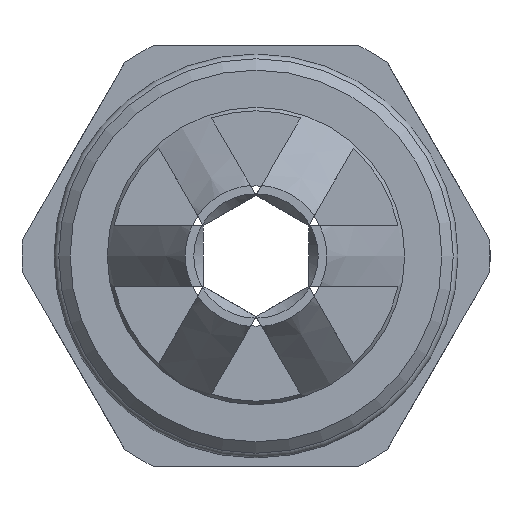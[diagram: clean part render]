
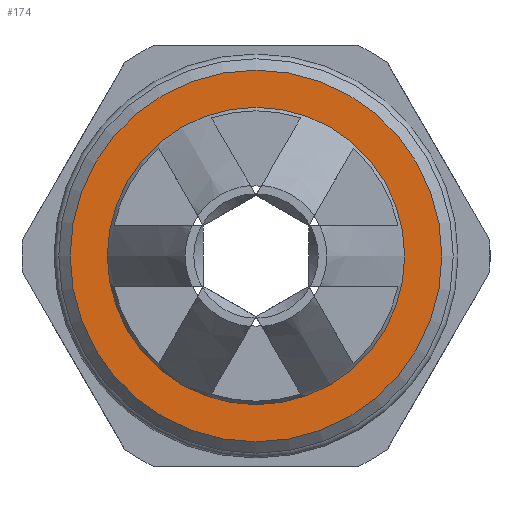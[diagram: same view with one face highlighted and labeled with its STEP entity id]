
A CAD part, left-side view. The second image highlights one B-rep face of the part: STEP entity #174.
In plain terms, the highlighted planar face has unit normal (-1, 0, 0).
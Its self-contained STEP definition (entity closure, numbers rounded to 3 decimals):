
#174 = ADVANCED_FACE( '', ( #482, #483 ), #484, .T. );
#482 = FACE_BOUND( '', #948, .T. );
#483 = FACE_OUTER_BOUND( '', #949, .T. );
#484 = PLANE( '', #950 );
#948 = EDGE_LOOP( '', ( #1428 ) );
#949 = EDGE_LOOP( '', ( #1429 ) );
#950 = AXIS2_PLACEMENT_3D( '', #1430, #1431, #1432 );
#1428 = ORIENTED_EDGE( '', *, *, #2710, .T. );
#1429 = ORIENTED_EDGE( '', *, *, #2711, .F. );
#1430 = CARTESIAN_POINT( '', ( 0., 10.6, 0. ) );
#1431 = DIRECTION( '', ( -1., 0., 0. ) );
#1432 = DIRECTION( '', ( 0., -1., 0. ) );
#2710 = EDGE_CURVE( '', #3229, #3229, #3230, .T. );
#2711 = EDGE_CURVE( '', #3231, #3231, #3232, .T. );
#3229 = VERTEX_POINT( '', #4035 );
#3230 = CIRCLE( '', #4036, 8.48 );
#3231 = VERTEX_POINT( '', #4037 );
#3232 = CIRCLE( '', #4038, 10.6 );
#4035 = CARTESIAN_POINT( '', ( 0., 8.48, 0. ) );
#4036 = AXIS2_PLACEMENT_3D( '', #5397, #5398, #5399 );
#4037 = CARTESIAN_POINT( '', ( 0., 10.6, 0. ) );
#4038 = AXIS2_PLACEMENT_3D( '', #5400, #5401, #5402 );
#5397 = CARTESIAN_POINT( '', ( 0., 0., 0. ) );
#5398 = DIRECTION( '', ( 1., 0., 0. ) );
#5399 = DIRECTION( '', ( 0., 1., 0. ) );
#5400 = CARTESIAN_POINT( '', ( 0., 0., 0. ) );
#5401 = DIRECTION( '', ( 1., 0., 0. ) );
#5402 = DIRECTION( '', ( 0., 1., 0. ) );
